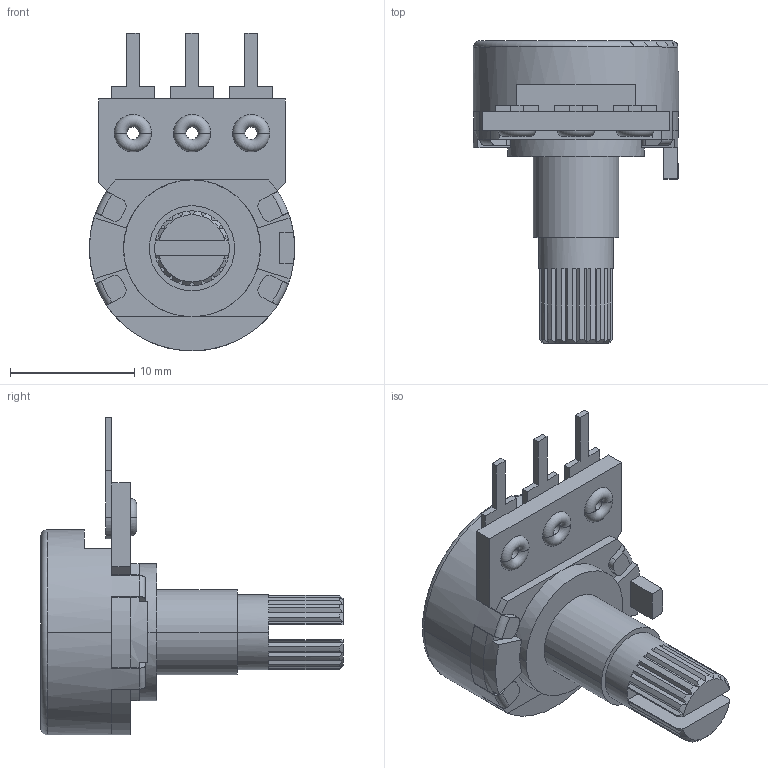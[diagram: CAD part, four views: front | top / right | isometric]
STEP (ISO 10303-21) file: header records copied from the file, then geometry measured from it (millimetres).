
FILE_DESCRIPTION((''),'2;1');
FILE_NAME('POTENTIOMETER10K','2023-01-06T01:22:03',('kokom'),(''),'CREO PARAMETRIC BY PTC INC, 2022073','CREO PARAMETRIC BY PTC INC, 2022073','');
FILE_SCHEMA(('CONFIG_CONTROL_DESIGN'));
Length unit declared in the file: millimetre
Products named in the file (1): POTENTIOMETER10K
Bounding box: 16.5 x 24.3 x 25.55 mm (x, y, z)
Volume: 2367.1 mm3; surface area: 2396 mm2
Topology: 3 solids, 3 shells, 238 faces, 657 edges, 430 vertices
Faces by surface type: plane 179, cylinder 46, torus 11, cone 2
Entity records: 7752 total; most frequent: CARTESIAN_POINT 1561, ORIENTED_EDGE 1314, DIRECTION 1264, EDGE_CURVE 657, VERTEX_POINT 430, VECTOR 426, LINE 426, AXIS2_PLACEMENT_3D 419
